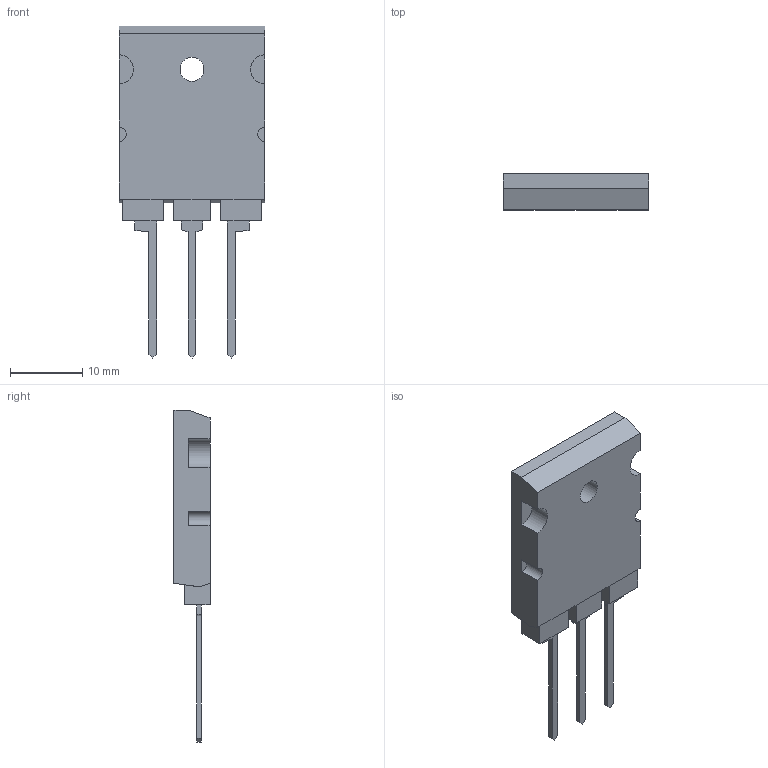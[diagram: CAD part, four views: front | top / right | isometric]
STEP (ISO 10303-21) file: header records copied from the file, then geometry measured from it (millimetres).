
FILE_DESCRIPTION(('FreeCAD Model'),'2;1');
FILE_NAME('TO-264-3_Vertical.step','2018-04-08T10:04:09',('kicad StepUp'),( 'ksu MCAD'),'Open CASCADE STEP processor 6.8','FreeCAD','Unknown');
FILE_SCHEMA(('AUTOMOTIVE_DESIGN_CC2 { 1 2 10303 214 -1 1 5 4 }'));
Length unit declared in the file: millimetre
Products named in the file (1): TO-264-3_Vertical
Bounding box: 20.2 x 5 x 46 mm (x, y, z)
Volume: 2524.7 mm3; surface area: 1811.1 mm2
Topology: 1 solids, 1 shells, 80 faces, 213 edges, 140 vertices
Faces by surface type: plane 72, cylinder 8
Full cylindrical faces by diameter (mm): 3.3 x1, 7.2 x1
Entity records: 1769 total; most frequent: ORIENTED_EDGE 338, EDGE_CURVE 213, CARTESIAN_POINT 209, LINE 184, VERTEX_POINT 140, DIRECTION 91, AXIS2_PLACEMENT_3D 89, FACE_BOUND 87
